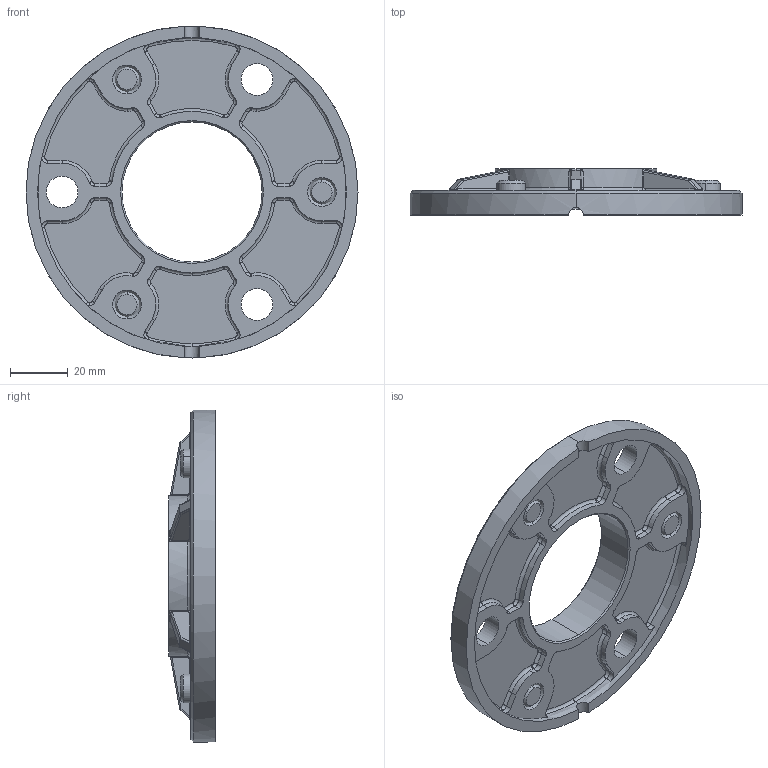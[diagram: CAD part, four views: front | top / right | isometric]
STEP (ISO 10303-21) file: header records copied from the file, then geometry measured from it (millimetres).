
FILE_DESCRIPTION (( 'STEP AP214' ), '1' );
FILE_NAME ('A_0943-115x48.STEP', '2022-04-26T13:50:44', ( '' ), ( '' ), 'SwSTEP 2.0', 'SolidWorks 2019', '' );
FILE_SCHEMA (( 'AUTOMOTIVE_DESIGN' ));
Length unit declared in the file: millimetre
Products named in the file (3): skrutka DIN 913_M10x10_A2-70; A_0943-115x48; A_0943-115x48.P1
Assembly tree (4 placements, depth 2):
  A_0943-115x48
    A_0943-115x48.P1
    skrutka DIN 913_M10x10_A2-70  x3
Bounding box: 115 x 16 x 115 mm (x, y, z)
Volume: 51043.6 mm3; surface area: 28333.2 mm2
Topology: 4 solids, 4 shells, 479 faces, 1118 edges, 645 vertices
Faces by surface type: cylinder 179, plane 101, torus 82, cone 57, bspline 48, sphere 12
Entity records: 13642 total; most frequent: CARTESIAN_POINT 3782, DIRECTION 2180, ORIENTED_EDGE 2004, EDGE_CURVE 1002, AXIS2_PLACEMENT_3D 911, VERTEX_POINT 587, CIRCLE 531, EDGE_LOOP 437
